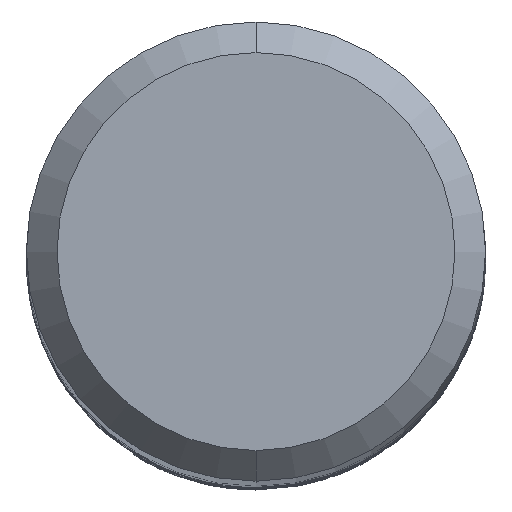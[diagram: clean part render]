
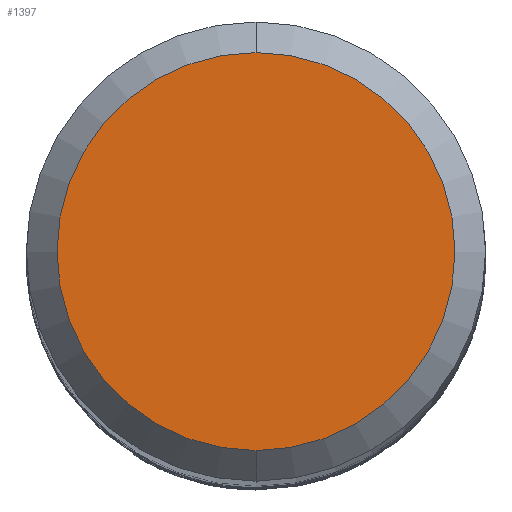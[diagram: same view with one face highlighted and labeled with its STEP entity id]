
A CAD part, top view. The second image highlights one B-rep face of the part: STEP entity #1397.
In plain terms, the highlighted planar face has unit normal (0, 0, 1).
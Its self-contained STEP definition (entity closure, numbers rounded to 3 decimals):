
#1397=ADVANCED_FACE('',(#3880),#3881,.T.);
#1663=EDGE_CURVE('',#2399,#3513,#4171,.T.);
#2399=VERTEX_POINT('',#4962);
#2473=EDGE_CURVE('',#3513,#2399,#5039,.T.);
#3513=VERTEX_POINT('',#6173);
#3880=FACE_OUTER_BOUND('',#7814,.T.);
#3881=PLANE('',#7815);
#4171=CIRCLE('',#11009,2.6);
#4962=CARTESIAN_POINT('',(0.0,2.6,0.0));
#5039=CIRCLE('',#18789,2.6);
#6173=CARTESIAN_POINT('',(0.,-2.6,0.0));
#7814=EDGE_LOOP('',(#31224,#31225));
#7815=AXIS2_PLACEMENT_3D('',#31226,#31227,#31228);
#11009=AXIS2_PLACEMENT_3D('',#31525,#31526,#31527);
#18789=AXIS2_PLACEMENT_3D('',#32344,#32345,#32346);
#31224=ORIENTED_EDGE('',*,*,#1663,.F.);
#31225=ORIENTED_EDGE('',*,*,#2473,.F.);
#31226=CARTESIAN_POINT('',(0.0,1.3,0.0));
#31227=DIRECTION('',(-0.0,0.0,1.0));
#31228=DIRECTION('',(0.0,-1.0,0.0));
#31525=CARTESIAN_POINT('',(0.0,0.0,0.0));
#31526=DIRECTION('',(0.0,0.0,-1.0));
#31527=DIRECTION('',(0.0,1.0,0.0));
#32344=CARTESIAN_POINT('',(0.0,0.0,0.0));
#32345=DIRECTION('',(0.0,0.0,-1.0));
#32346=DIRECTION('',(0.0,1.0,0.0));
